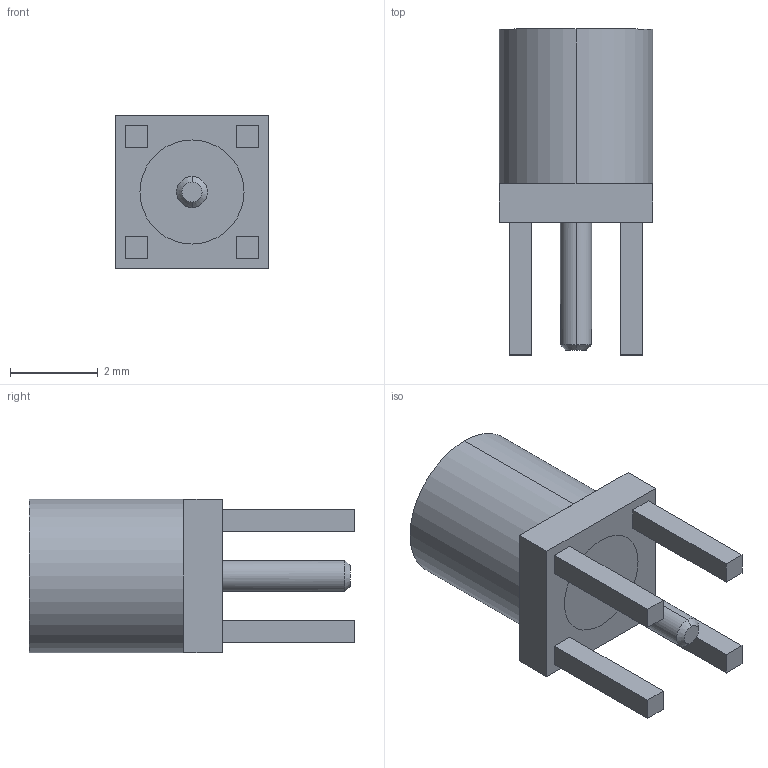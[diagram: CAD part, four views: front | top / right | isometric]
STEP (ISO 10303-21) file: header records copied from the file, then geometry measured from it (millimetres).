
FILE_DESCRIPTION (( 'STEP AP214' ), '1' );
FILE_NAME ('User Library-MMCX-BoardMount.STEP', '2017-05-03T09:11:25', ( 'Windows User' ), ( '' ), 'SwSTEP 2.0', 'SolidWorks 2017', '' );
FILE_SCHEMA (( 'AUTOMOTIVE_DESIGN' ));
Length unit declared in the file: millimetre
Products named in the file (1): User Library-MMCX-BoardMount
Bounding box: 3.51 x 7.44 x 3.51 mm (x, y, z)
Volume: 34.5 mm3; surface area: 163.9 mm2
Topology: 3 solids, 3 shells, 71 faces, 159 edges, 100 vertices
Faces by surface type: plane 41, cylinder 21, cone 8, bspline 1
Entity records: 2175 total; most frequent: CARTESIAN_POINT 511, DIRECTION 339, ORIENTED_EDGE 318, EDGE_CURVE 159, AXIS2_PLACEMENT_3D 118, LINE 103, VECTOR 103, VERTEX_POINT 100
